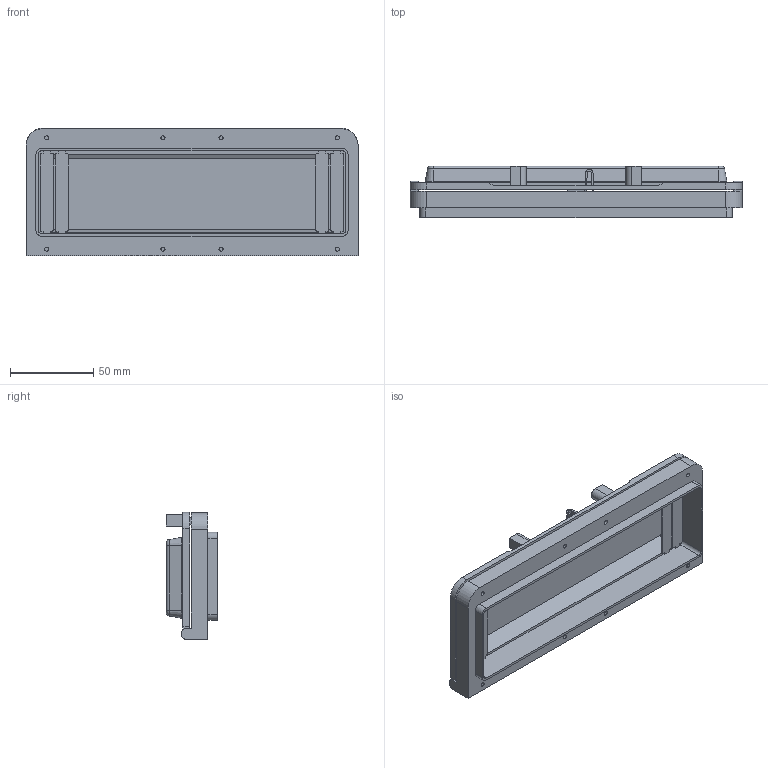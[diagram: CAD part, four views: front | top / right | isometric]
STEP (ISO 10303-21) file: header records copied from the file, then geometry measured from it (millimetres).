
FILE_DESCRIPTION (( 'STEP AP203' ), '1' );
FILE_NAME ('L10_Default.step', '2025-08-29T17:56:04', ( 'Windows User' ), ( 'AUTOMATION DIRECT' ), 'SwSTEP 2.0', 'SolidWorks 2024', '' );
FILE_SCHEMA (( 'CONFIG_CONTROL_DESIGN' ));
Length unit declared in the file: millimetre
Products named in the file (1): L10_Default
Bounding box: 200 x 31 x 76.8 mm (x, y, z)
Volume: 118315.7 mm3; surface area: 72542.3 mm2
Topology: 1 solids, 1 shells, 197 faces, 545 edges, 358 vertices
Faces by surface type: plane 114, cylinder 67, cone 8, torus 8
Entity records: 6406 total; most frequent: CARTESIAN_POINT 1101, DIRECTION 1099, ORIENTED_EDGE 1090, EDGE_CURVE 545, VECTOR 387, LINE 387, VERTEX_POINT 358, AXIS2_PLACEMENT_3D 356
